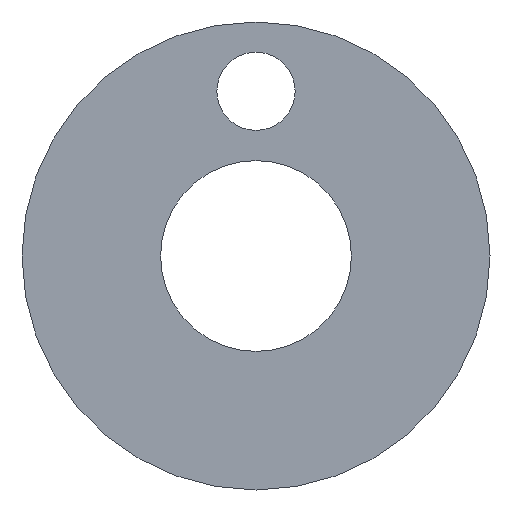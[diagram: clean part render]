
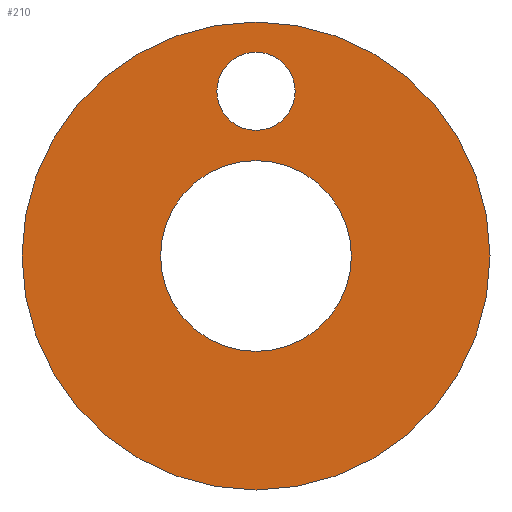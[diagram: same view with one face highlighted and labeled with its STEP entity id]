
A CAD part, front view. The second image highlights one B-rep face of the part: STEP entity #210.
In plain terms, the highlighted planar face has unit normal (0, -1, 0).
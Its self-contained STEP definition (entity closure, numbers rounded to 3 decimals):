
#1 = ORIENTED_EDGE ( 'NONE', *, *, #59, .T. ) ;
#2 = ORIENTED_EDGE ( 'NONE', *, *, #34, .F. ) ;
#5 = AXIS2_PLACEMENT_3D ( 'NONE', #241, #243, #165 ) ;
#15 = CARTESIAN_POINT ( 'NONE',  ( 0., 0., 0. ) ) ;
#17 = CARTESIAN_POINT ( 'NONE',  ( 0., 0., 38. ) ) ;
#18 = AXIS2_PLACEMENT_3D ( 'NONE', #122, #222, #196 ) ;
#24 = CARTESIAN_POINT ( 'NONE',  ( 0., 0., 20.4 ) ) ;
#25 = EDGE_CURVE ( 'NONE', #227, #233, #322, .T. ) ;
#34 = EDGE_CURVE ( 'NONE', #178, #47, #248, .T. ) ;
#43 = CARTESIAN_POINT ( 'NONE',  ( 0., 0., 33.1 ) ) ;
#44 = CIRCLE ( 'NONE', #73, 38. ) ;
#47 = VERTEX_POINT ( 'NONE', #17 ) ;
#54 = ORIENTED_EDGE ( 'NONE', *, *, #228, .T. ) ;
#59 = EDGE_CURVE ( 'NONE', #233, #227, #302, .T. ) ;
#60 = DIRECTION ( 'NONE',  ( 0., 1., 0. ) ) ;
#62 = DIRECTION ( 'NONE',  ( 0., 0., 1. ) ) ;
#64 = DIRECTION ( 'NONE',  ( 0., 1., 0. ) ) ;
#67 = DIRECTION ( 'NONE',  ( 0., 0., 1. ) ) ;
#73 = AXIS2_PLACEMENT_3D ( 'NONE', #15, #64, #62 ) ;
#75 = ORIENTED_EDGE ( 'NONE', *, *, #124, .F. ) ;
#88 = AXIS2_PLACEMENT_3D ( 'NONE', #173, #224, #120 ) ;
#93 = AXIS2_PLACEMENT_3D ( 'NONE', #212, #60, #143 ) ;
#94 = FACE_OUTER_BOUND ( 'NONE', #105, .T. ) ;
#105 = EDGE_LOOP ( 'NONE', ( #2, #75 ) ) ;
#113 = DIRECTION ( 'NONE',  ( 0., 1., 0. ) ) ;
#116 = CARTESIAN_POINT ( 'NONE',  ( 0., 0., 0. ) ) ;
#120 = DIRECTION ( 'NONE',  ( 0., 0., 1. ) ) ;
#122 = CARTESIAN_POINT ( 'NONE',  ( 0., 0., 0. ) ) ;
#124 = EDGE_CURVE ( 'NONE', #47, #178, #44, .T. ) ;
#143 = DIRECTION ( 'NONE',  ( 0., 0., 1. ) ) ;
#149 = CIRCLE ( 'NONE', #316, 6.35 ) ;
#152 = EDGE_LOOP ( 'NONE', ( #252, #54 ) ) ;
#165 = DIRECTION ( 'NONE',  ( 0., 0., 1. ) ) ;
#173 = CARTESIAN_POINT ( 'NONE',  ( 0., 0., 26.75 ) ) ;
#174 = EDGE_CURVE ( 'NONE', #278, #280, #149, .T. ) ;
#178 = VERTEX_POINT ( 'NONE', #314 ) ;
#185 = DIRECTION ( 'NONE',  ( 0., 1., 0. ) ) ;
#194 = FACE_BOUND ( 'NONE', #230, .T. ) ;
#196 = DIRECTION ( 'NONE',  ( 0., 0., 1. ) ) ;
#210 = ADVANCED_FACE ( 'NONE', ( #94, #194, #319 ), #244, .F. ) ;
#211 = CIRCLE ( 'NONE', #88, 6.35 ) ;
#212 = CARTESIAN_POINT ( 'NONE',  ( 0., 0., 0. ) ) ;
#214 = DIRECTION ( 'NONE',  ( 0., 0., 1. ) ) ;
#222 = DIRECTION ( 'NONE',  ( 0., 1., 0. ) ) ;
#224 = DIRECTION ( 'NONE',  ( 0., 1., 0. ) ) ;
#227 = VERTEX_POINT ( 'NONE', #292 ) ;
#228 = EDGE_CURVE ( 'NONE', #280, #278, #211, .T. ) ;
#230 = EDGE_LOOP ( 'NONE', ( #1, #250 ) ) ;
#233 = VERTEX_POINT ( 'NONE', #272 ) ;
#241 = CARTESIAN_POINT ( 'NONE',  ( 0., 0., 0. ) ) ;
#243 = DIRECTION ( 'NONE',  ( 0., 1., 0. ) ) ;
#244 = PLANE ( 'NONE',  #18 ) ;
#246 = AXIS2_PLACEMENT_3D ( 'NONE', #116, #185, #67 ) ;
#248 = CIRCLE ( 'NONE', #93, 38. ) ;
#250 = ORIENTED_EDGE ( 'NONE', *, *, #25, .T. ) ;
#252 = ORIENTED_EDGE ( 'NONE', *, *, #174, .T. ) ;
#268 = CARTESIAN_POINT ( 'NONE',  ( 0., 0., 26.75 ) ) ;
#272 = CARTESIAN_POINT ( 'NONE',  ( 0., 0., -15.5 ) ) ;
#278 = VERTEX_POINT ( 'NONE', #24 ) ;
#280 = VERTEX_POINT ( 'NONE', #43 ) ;
#292 = CARTESIAN_POINT ( 'NONE',  ( 0., 0., 15.5 ) ) ;
#302 = CIRCLE ( 'NONE', #246, 15.5 ) ;
#314 = CARTESIAN_POINT ( 'NONE',  ( 0., 0., -38. ) ) ;
#316 = AXIS2_PLACEMENT_3D ( 'NONE', #268, #113, #214 ) ;
#319 = FACE_BOUND ( 'NONE', #152, .T. ) ;
#322 = CIRCLE ( 'NONE', #5, 15.5 ) ;
